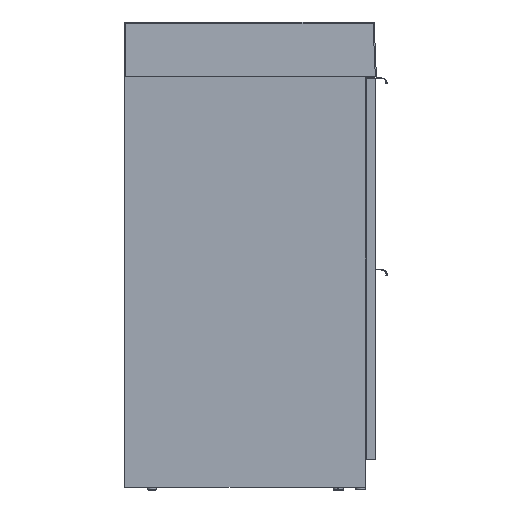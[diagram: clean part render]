
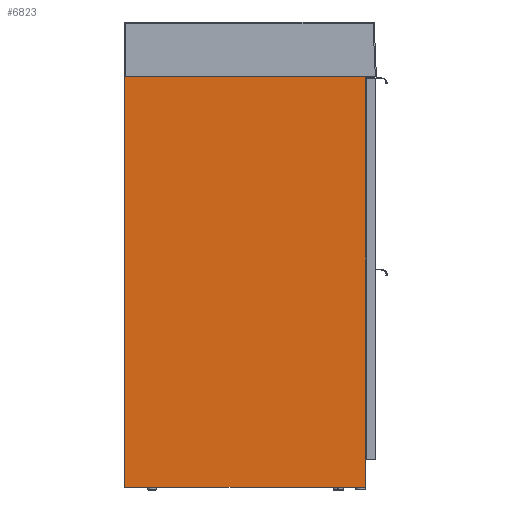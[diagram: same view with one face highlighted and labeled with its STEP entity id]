
A CAD part, left-side view. The second image highlights one B-rep face of the part: STEP entity #6823.
In plain terms, the highlighted face is planar.
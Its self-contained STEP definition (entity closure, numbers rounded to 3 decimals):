
#842=PLANE('',#7392);
#1070=FACE_OUTER_BOUND('',#1507,.T.);
#1507=EDGE_LOOP('',(#5102,#5103,#5104,#5105));
#2040=LINE('',#10029,#2557);
#2044=LINE('',#10037,#2561);
#2047=LINE('',#10043,#2564);
#2050=LINE('',#10048,#2567);
#2557=VECTOR('',#8289,1.);
#2561=VECTOR('',#8295,1.);
#2564=VECTOR('',#8300,1.);
#2567=VECTOR('',#8305,1.);
#3228=VERTEX_POINT('',#10027);
#3229=VERTEX_POINT('',#10028);
#3232=VERTEX_POINT('',#10036);
#3234=VERTEX_POINT('',#10042);
#3909=EDGE_CURVE('',#3228,#3229,#2040,.T.);
#3913=EDGE_CURVE('',#3232,#3228,#2044,.T.);
#3916=EDGE_CURVE('',#3234,#3232,#2047,.T.);
#3919=EDGE_CURVE('',#3229,#3234,#2050,.T.);
#5102=ORIENTED_EDGE('',*,*,#3919,.T.);
#5103=ORIENTED_EDGE('',*,*,#3916,.T.);
#5104=ORIENTED_EDGE('',*,*,#3913,.T.);
#5105=ORIENTED_EDGE('',*,*,#3909,.T.);
#6823=ADVANCED_FACE('',(#1070),#842,.T.);
#7392=AXIS2_PLACEMENT_3D('',#10051,#8309,#8310);
#8289=DIRECTION('',(0.,0.,-1.));
#8295=DIRECTION('',(0.,-1.,0.));
#8300=DIRECTION('',(0.,0.,1.));
#8305=DIRECTION('',(0.,1.,0.));
#8309=DIRECTION('center_axis',(1.,0.,0.));
#8310=DIRECTION('ref_axis',(0.,0.,-1.));
#10027=CARTESIAN_POINT('',(-16.766,-464.827,0.));
#10028=CARTESIAN_POINT('',(-16.766,-464.827,-750.));
#10029=CARTESIAN_POINT('',(-16.766,-464.827,0.));
#10036=CARTESIAN_POINT('',(-16.766,-24.827,0.));
#10037=CARTESIAN_POINT('',(-16.766,-24.827,0.));
#10042=CARTESIAN_POINT('',(-16.766,-24.827,-750.));
#10043=CARTESIAN_POINT('',(-16.766,-24.827,-750.));
#10048=CARTESIAN_POINT('',(-16.766,-464.827,-750.));
#10051=CARTESIAN_POINT('Origin',(-16.766,-244.827,-375.));
